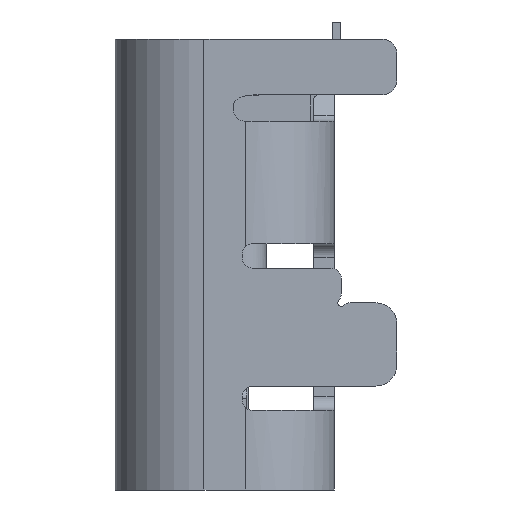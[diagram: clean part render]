
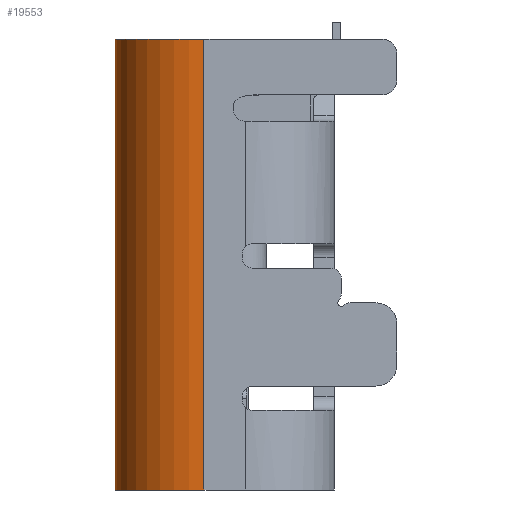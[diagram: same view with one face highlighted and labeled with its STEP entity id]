
A CAD part, left-side view. The second image highlights one B-rep face of the part: STEP entity #19553.
In plain terms, the highlighted cylindrical face has radius 1.28 mm (diameter 2.56 mm), a partial arc.
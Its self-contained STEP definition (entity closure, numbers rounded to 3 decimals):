
#4123=CARTESIAN_POINT('',(-3.19,0.295,-10.708));
#4124=DIRECTION('',(0.,0.,-1.));
#4125=DIRECTION('',(-1.,0.,0.));
#4126=AXIS2_PLACEMENT_3D('',#4123,#4124,#4125);
#4770=CARTESIAN_POINT('',(-3.19,0.295,-4.208));
#4771=DIRECTION('',(0.,0.,1.));
#4772=DIRECTION('',(0.,1.,0.));
#4773=AXIS2_PLACEMENT_3D('',#4770,#4771,#4772);
#5049=DIRECTION('',(0.,0.,1.));
#5050=VECTOR('',#5049,6.5);
#5051=CARTESIAN_POINT('',(-4.47,0.295,-10.708));
#5052=LINE('',#5051,#5050);
#5053=DIRECTION('',(0.,0.,-1.));
#5054=VECTOR('',#5053,6.5);
#5055=CARTESIAN_POINT('',(-3.19,1.575,-4.208));
#5056=LINE('',#5055,#5054);
#9904=CARTESIAN_POINT('',(-3.19,1.575,-10.708));
#9905=VERTEX_POINT('',#9904);
#9906=CARTESIAN_POINT('',(-4.47,0.295,-10.708));
#9907=VERTEX_POINT('',#9906);
#9975=CARTESIAN_POINT('',(-4.47,0.295,-4.208));
#9976=VERTEX_POINT('',#9975);
#10106=CARTESIAN_POINT('',(-3.19,1.575,-4.208));
#10107=VERTEX_POINT('',#10106);
#19542=CARTESIAN_POINT('',(-3.19,0.295,-9.208));
#19543=DIRECTION('',(0.,0.,-1.));
#19544=DIRECTION('',(-1.,0.,0.));
#19545=AXIS2_PLACEMENT_3D('',#19542,#19543,#19544);
#19546=CYLINDRICAL_SURFACE('',#19545,1.28);
#19547=ORIENTED_EDGE('',*,*,#16714,.F.);
#19548=ORIENTED_EDGE('',*,*,#17708,.T.);
#19549=ORIENTED_EDGE('',*,*,#17661,.F.);
#19550=ORIENTED_EDGE('',*,*,#18847,.T.);
#19551=EDGE_LOOP('',(#19547,#19548,#19549,#19550));
#19552=FACE_OUTER_BOUND('',#19551,.F.);
#4127=CIRCLE('',#4126,1.28);
#4774=CIRCLE('',#4773,1.28);
#16714=EDGE_CURVE('',#9907,#9976,#5052,.T.);
#17661=EDGE_CURVE('',#10107,#9905,#5056,.T.);
#17708=EDGE_CURVE('',#9907,#9905,#4127,.T.);
#18847=EDGE_CURVE('',#10107,#9976,#4774,.T.);
#19553=ADVANCED_FACE('',(#19552),#19546,.T.);
